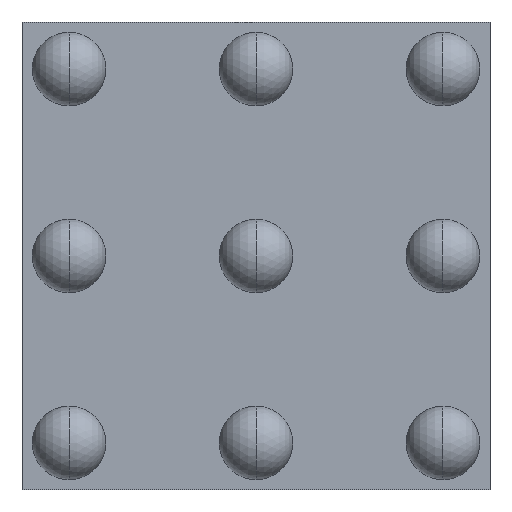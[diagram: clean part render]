
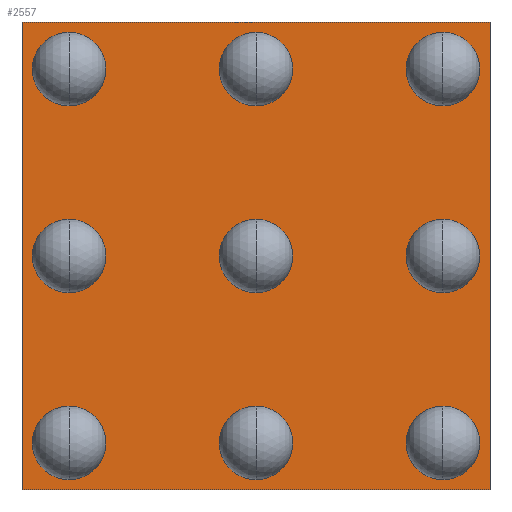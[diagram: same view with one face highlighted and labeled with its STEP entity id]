
A CAD part, front view. The second image highlights one B-rep face of the part: STEP entity #2557.
In plain terms, the highlighted planar face has unit normal (0, -1, 0).
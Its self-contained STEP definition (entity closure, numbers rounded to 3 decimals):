
#2410 = CARTESIAN_POINT ( 'NONE',  ( 5.72, 0., 0.635 ) ) ;
#2411 = VERTEX_POINT ( 'NONE', #2410 ) ;
#2412 = CARTESIAN_POINT ( 'NONE',  ( 5.72, 0., -5.715 ) ) ;
#2413 = VERTEX_POINT ( 'NONE', #2412 ) ;
#2414 = CARTESIAN_POINT ( 'NONE',  ( 5.72, 0., 0.635 ) ) ;
#2415 = DIRECTION ( 'NONE',  ( 0., 0., -1. ) ) ;
#2416 = VECTOR ( 'NONE', #2415, 1000. ) ;
#2417 = LINE ( 'NONE', #2414, #2416 ) ;
#2418 = EDGE_CURVE ( 'NONE', #2411, #2413, #2417, .T. ) ;
#2450 = CARTESIAN_POINT ( 'NONE',  ( -0.64, 0., -5.715 ) ) ;
#2451 = VERTEX_POINT ( 'NONE', #2450 ) ;
#2452 = CARTESIAN_POINT ( 'NONE',  ( -0.64, 0., -5.715 ) ) ;
#2453 = DIRECTION ( 'NONE',  ( -1., 0., 0. ) ) ;
#2454 = VECTOR ( 'NONE', #2453, 1000. ) ;
#2455 = LINE ( 'NONE', #2452, #2454 ) ;
#2456 = EDGE_CURVE ( 'NONE', #2413, #2451, #2455, .T. ) ;
#2481 = CARTESIAN_POINT ( 'NONE',  ( -0.64, 0., 0.635 ) ) ;
#2482 = VERTEX_POINT ( 'NONE', #2481 ) ;
#2483 = CARTESIAN_POINT ( 'NONE',  ( -0.64, 0., 0.635 ) ) ;
#2484 = DIRECTION ( 'NONE',  ( 0., 0., 1. ) ) ;
#2485 = VECTOR ( 'NONE', #2484, 1000. ) ;
#2486 = LINE ( 'NONE', #2483, #2485 ) ;
#2487 = EDGE_CURVE ( 'NONE', #2451, #2482, #2486, .T. ) ;
#2512 = CARTESIAN_POINT ( 'NONE',  ( -0.64, 0., 0.635 ) ) ;
#2513 = DIRECTION ( 'NONE',  ( 1., 0., 0. ) ) ;
#2514 = VECTOR ( 'NONE', #2513, 1000. ) ;
#2515 = LINE ( 'NONE', #2512, #2514 ) ;
#2516 = EDGE_CURVE ( 'NONE', #2482, #2411, #2515, .T. ) ;
#2546 = ORIENTED_EDGE ( 'NONE', *, *, #2418, .F. ) ;
#2547 = ORIENTED_EDGE ( 'NONE', *, *, #2516, .F. ) ;
#2548 = ORIENTED_EDGE ( 'NONE', *, *, #2487, .F. ) ;
#2549 = ORIENTED_EDGE ( 'NONE', *, *, #2456, .F. ) ;
#2550 = EDGE_LOOP ( 'NONE', ( #2546, #2547, #2548, #2549 ) ) ;
#2551 = FACE_OUTER_BOUND ( 'NONE', #2550, .T. ) ;
#2552 = CARTESIAN_POINT ( 'NONE',  ( 2.54, 0., -2.54 ) ) ;
#2553 = DIRECTION ( 'NONE',  ( 0., -1., 0. ) ) ;
#2554 = DIRECTION ( 'NONE',  ( 0., 0., -1. ) ) ;
#2555 = AXIS2_PLACEMENT_3D ( 'NONE', #2552, #2553, #2554 ) ;
#2556 = PLANE ( 'NONE', #2555 ) ;
#2557 = ADVANCED_FACE ( 'NONE', ( #2551 ), #2556, .T. ) ;
